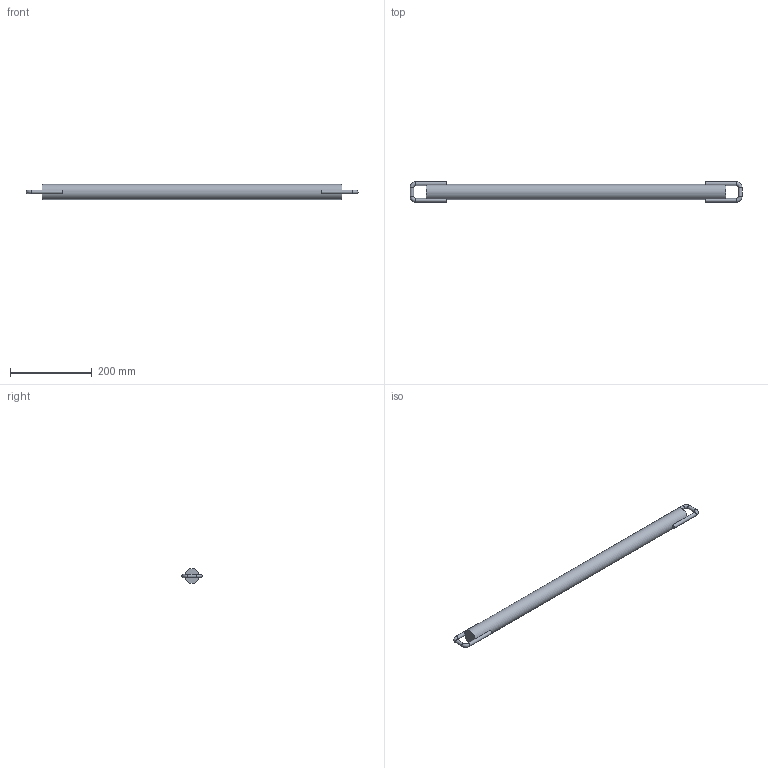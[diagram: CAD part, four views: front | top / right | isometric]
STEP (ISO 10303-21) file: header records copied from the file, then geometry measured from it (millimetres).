
FILE_DESCRIPTION( ( '' ), ' ' );
FILE_NAME( '5db060aa7c5a3715b7757970.step', '2019-10-23T14:16:10', ( '' ), ( '' ), ' ', ' ', ' ' );
FILE_SCHEMA( ( 'AUTOMOTIVE_DESIGN { 1 0 10303 214 1 1 1 1 }' ) );
Length unit declared in the file: metre
Products named in the file (1): Part 84
Bounding box: 812.16 x 49.52 x 36.83 mm (x, y, z)
Volume: 803918.5 mm3; surface area: 95110.8 mm2
Topology: 1 solids, 1 shells, 17 faces, 47 edges, 28 vertices
Faces by surface type: cylinder 7, plane 6, torus 4
Full cylindrical faces by diameter (mm): 8.89 x6, 36.83 x1
Entity records: 614 total; most frequent: DIRECTION 92, CARTESIAN_POINT 74, ORIENTED_EDGE 64, AXIS2_PLACEMENT_3D 42, EDGE_CURVE 32, FACE_OUTER_BOUND 28, EDGE_LOOP 28, VERTEX_POINT 24
